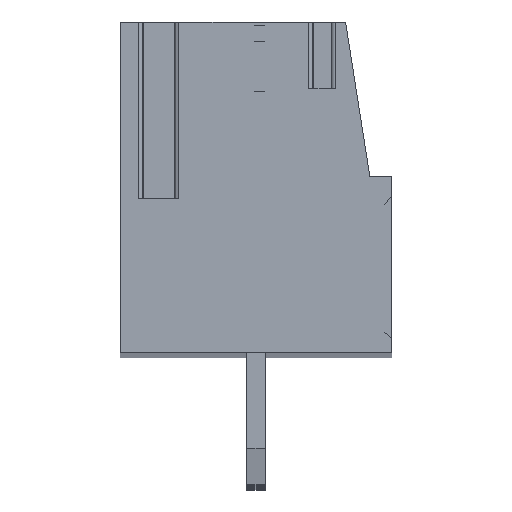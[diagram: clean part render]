
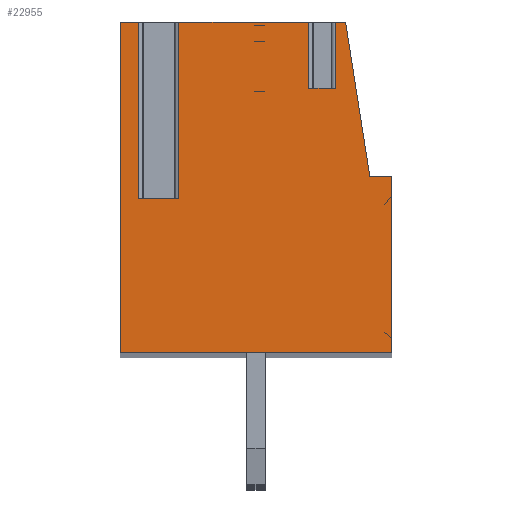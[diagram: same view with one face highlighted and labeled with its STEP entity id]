
A CAD part, top view. The second image highlights one B-rep face of the part: STEP entity #22955.
In plain terms, the highlighted planar face has unit normal (0, 0, 1).
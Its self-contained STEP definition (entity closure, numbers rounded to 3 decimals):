
#6597=DIRECTION('',(0.,1.,0.));
#6598=VECTOR('',#6597,1.8);
#6599=CARTESIAN_POINT('',(1.436,2.4,1.75));
#6600=LINE('',#6599,#6598);
#6601=DIRECTION('',(0.,1.,0.));
#6602=VECTOR('',#6601,1.8);
#6603=CARTESIAN_POINT('',(2.164,2.4,1.75));
#6604=LINE('',#6603,#6602);
#6605=DIRECTION('',(-1.,0.,0.));
#6606=VECTOR('',#6605,0.276);
#6607=CARTESIAN_POINT('',(2.44,4.2,1.75));
#6608=LINE('',#6607,#6606);
#6609=DIRECTION('',(-0.155,0.988,0.));
#6610=VECTOR('',#6609,4.252);
#6611=CARTESIAN_POINT('',(3.1,0.,1.75));
#6612=LINE('',#6611,#6610);
#6613=DIRECTION('',(-1.,0.,0.));
#6614=VECTOR('',#6613,0.6);
#6615=CARTESIAN_POINT('',(3.7,0.,1.75));
#6616=LINE('',#6615,#6614);
#6617=DIRECTION('',(0.,1.,0.));
#6618=VECTOR('',#6617,4.8);
#6619=CARTESIAN_POINT('',(3.7,-4.8,1.75));
#6620=LINE('',#6619,#6618);
#6621=DIRECTION('',(1.,0.,0.));
#6622=VECTOR('',#6621,7.4);
#6623=CARTESIAN_POINT('',(-3.7,-4.8,1.75));
#6624=LINE('',#6623,#6622);
#6625=DIRECTION('',(0.,-1.,0.));
#6626=VECTOR('',#6625,9.);
#6627=CARTESIAN_POINT('',(-3.7,4.2,1.75));
#6628=LINE('',#6627,#6626);
#6629=DIRECTION('',(-1.,0.,0.));
#6630=VECTOR('',#6629,0.504);
#6631=CARTESIAN_POINT('',(-3.196,4.2,1.75));
#6632=LINE('',#6631,#6630);
#6633=DIRECTION('',(0.,1.,0.));
#6634=VECTOR('',#6633,4.8);
#6635=CARTESIAN_POINT('',(-3.196,-0.6,1.75));
#6636=LINE('',#6635,#6634);
#6637=DIRECTION('',(-1.,0.,0.));
#6638=VECTOR('',#6637,1.093);
#6639=CARTESIAN_POINT('',(-2.104,-0.6,1.75));
#6640=LINE('',#6639,#6638);
#6641=DIRECTION('',(0.,1.,0.));
#6642=VECTOR('',#6641,4.8);
#6643=CARTESIAN_POINT('',(-2.104,-0.6,1.75));
#6644=LINE('',#6643,#6642);
#6645=DIRECTION('',(-1.,0.,0.));
#6646=VECTOR('',#6645,3.54);
#6647=CARTESIAN_POINT('',(1.436,4.2,1.75));
#6648=LINE('',#6647,#6646);
#6658=DIRECTION('',(1.,0.,0.));
#6659=VECTOR('',#6658,0.728);
#6660=CARTESIAN_POINT('',(1.436,2.4,1.75));
#6661=LINE('',#6660,#6659);
#10545=CARTESIAN_POINT('',(3.7,0.,1.75));
#10546=CARTESIAN_POINT('',(3.1,0.,1.75));
#10547=VERTEX_POINT('',#10545);
#10548=VERTEX_POINT('',#10546);
#10549=CARTESIAN_POINT('',(2.44,4.2,1.75));
#10550=VERTEX_POINT('',#10549);
#10551=CARTESIAN_POINT('',(-3.7,4.2,1.75));
#10552=CARTESIAN_POINT('',(-3.7,-4.8,1.75));
#10553=VERTEX_POINT('',#10551);
#10554=VERTEX_POINT('',#10552);
#10555=CARTESIAN_POINT('',(3.7,-4.8,1.75));
#10556=VERTEX_POINT('',#10555);
#10565=CARTESIAN_POINT('',(-2.104,-0.6,1.75));
#10566=CARTESIAN_POINT('',(-3.196,-0.6,1.75));
#10567=VERTEX_POINT('',#10565);
#10568=VERTEX_POINT('',#10566);
#10569=CARTESIAN_POINT('',(-3.196,4.2,1.75));
#10570=VERTEX_POINT('',#10569);
#10571=CARTESIAN_POINT('',(-2.104,4.2,1.75));
#10572=VERTEX_POINT('',#10571);
#10577=CARTESIAN_POINT('',(1.436,4.2,1.75));
#10578=VERTEX_POINT('',#10577);
#10580=CARTESIAN_POINT('',(2.164,4.2,1.75));
#10582=VERTEX_POINT('',#10580);
#10645=CARTESIAN_POINT('',(1.436,2.4,1.75));
#10646=VERTEX_POINT('',#10645);
#10648=CARTESIAN_POINT('',(2.164,2.4,1.75));
#10650=VERTEX_POINT('',#10648);
#22924=CARTESIAN_POINT('',(0.,0.,1.75));
#22925=DIRECTION('',(0.,0.,1.));
#22926=DIRECTION('',(1.,0.,0.));
#22927=AXIS2_PLACEMENT_3D('',#22924,#22925,#22926);
#22928=PLANE('',#22927);
#22930=ORIENTED_EDGE('',*,*,#22929,.F.);
#22932=ORIENTED_EDGE('',*,*,#22931,.T.);
#22934=ORIENTED_EDGE('',*,*,#22933,.T.);
#22935=ORIENTED_EDGE('',*,*,#13754,.F.);
#22937=ORIENTED_EDGE('',*,*,#22936,.F.);
#22939=ORIENTED_EDGE('',*,*,#22938,.F.);
#22941=ORIENTED_EDGE('',*,*,#22940,.F.);
#22943=ORIENTED_EDGE('',*,*,#22942,.F.);
#22944=ORIENTED_EDGE('',*,*,#21597,.F.);
#22945=ORIENTED_EDGE('',*,*,#13778,.F.);
#22947=ORIENTED_EDGE('',*,*,#22946,.F.);
#22949=ORIENTED_EDGE('',*,*,#22948,.F.);
#22951=ORIENTED_EDGE('',*,*,#22950,.T.);
#22952=ORIENTED_EDGE('',*,*,#13766,.F.);
#22953=EDGE_LOOP('',(#22930,#22932,#22934,#22935,#22937,#22939,#22941,#22943,
#22944,#22945,#22947,#22949,#22951,#22952));
#22954=FACE_OUTER_BOUND('',#22953,.F.);
#13754=EDGE_CURVE('',#10550,#10582,#6608,.T.);
#13766=EDGE_CURVE('',#10578,#10572,#6648,.T.);
#13778=EDGE_CURVE('',#10570,#10553,#6632,.T.);
#21597=EDGE_CURVE('',#10553,#10554,#6628,.T.);
#22929=EDGE_CURVE('',#10646,#10578,#6600,.T.);
#22931=EDGE_CURVE('',#10646,#10650,#6661,.T.);
#22933=EDGE_CURVE('',#10650,#10582,#6604,.T.);
#22936=EDGE_CURVE('',#10548,#10550,#6612,.T.);
#22938=EDGE_CURVE('',#10547,#10548,#6616,.T.);
#22940=EDGE_CURVE('',#10556,#10547,#6620,.T.);
#22942=EDGE_CURVE('',#10554,#10556,#6624,.T.);
#22946=EDGE_CURVE('',#10568,#10570,#6636,.T.);
#22948=EDGE_CURVE('',#10567,#10568,#6640,.T.);
#22950=EDGE_CURVE('',#10567,#10572,#6644,.T.);
#22955=ADVANCED_FACE('',(#22954),#22928,.T.);
